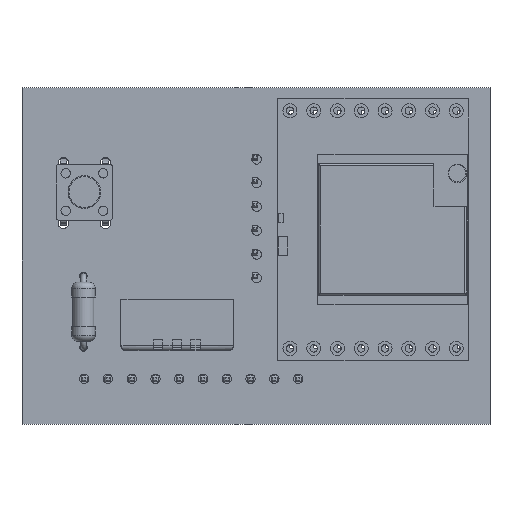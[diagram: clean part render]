
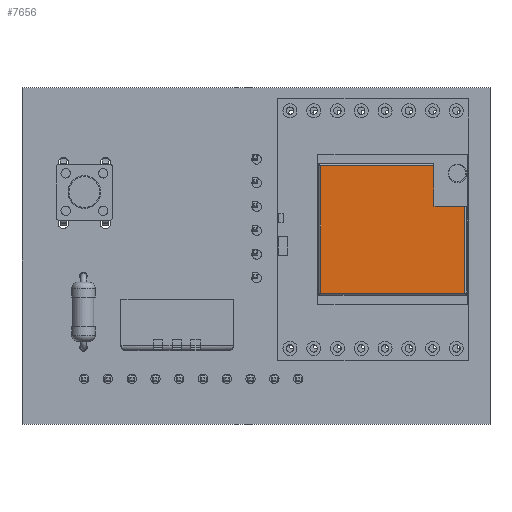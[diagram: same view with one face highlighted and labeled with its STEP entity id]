
A CAD part, top view. The second image highlights one B-rep face of the part: STEP entity #7656.
In plain terms, the highlighted face is planar.
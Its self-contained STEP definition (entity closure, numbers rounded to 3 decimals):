
#7656 = ADVANCED_FACE('',(#7657),#7707,.F.);
#7657 = FACE_BOUND('',#7658,.T.);
#7658 = EDGE_LOOP('',(#7659,#7669,#7677,#7685,#7693,#7701));
#7659 = ORIENTED_EDGE('',*,*,#7660,.T.);
#7660 = EDGE_CURVE('',#7661,#7663,#7665,.T.);
#7661 = VERTEX_POINT('',#7662);
#7662 = CARTESIAN_POINT('',(6.8,4.5,5.6));
#7663 = VERTEX_POINT('',#7664);
#7664 = CARTESIAN_POINT('',(6.8,4.5,-9.8));
#7665 = LINE('',#7666,#7667);
#7666 = CARTESIAN_POINT('',(6.8,4.5,0.));
#7667 = VECTOR('',#7668,1.);
#7668 = DIRECTION('',(0.,0.,-1.));
#7669 = ORIENTED_EDGE('',*,*,#7670,.T.);
#7670 = EDGE_CURVE('',#7663,#7671,#7673,.T.);
#7671 = VERTEX_POINT('',#7672);
#7672 = CARTESIAN_POINT('',(-2.5,4.5,-9.8));
#7673 = LINE('',#7674,#7675);
#7674 = CARTESIAN_POINT('',(0.,4.5,-9.8));
#7675 = VECTOR('',#7676,1.);
#7676 = DIRECTION('',(-1.,0.,0.));
#7677 = ORIENTED_EDGE('',*,*,#7678,.F.);
#7678 = EDGE_CURVE('',#7679,#7671,#7681,.T.);
#7679 = VERTEX_POINT('',#7680);
#7680 = CARTESIAN_POINT('',(-2.5,4.5,-6.5));
#7681 = LINE('',#7682,#7683);
#7682 = CARTESIAN_POINT('',(-2.5,4.5,-10.));
#7683 = VECTOR('',#7684,1.);
#7684 = DIRECTION('',(0.,-0.,-1.));
#7685 = ORIENTED_EDGE('',*,*,#7686,.F.);
#7686 = EDGE_CURVE('',#7687,#7679,#7689,.T.);
#7687 = VERTEX_POINT('',#7688);
#7688 = CARTESIAN_POINT('',(-6.8,4.5,-6.5));
#7689 = LINE('',#7690,#7691);
#7690 = CARTESIAN_POINT('',(-2.5,4.5,-6.5));
#7691 = VECTOR('',#7692,1.);
#7692 = DIRECTION('',(1.,-0.,0.));
#7693 = ORIENTED_EDGE('',*,*,#7694,.T.);
#7694 = EDGE_CURVE('',#7687,#7695,#7697,.T.);
#7695 = VERTEX_POINT('',#7696);
#7696 = CARTESIAN_POINT('',(-6.8,4.5,5.6));
#7697 = LINE('',#7698,#7699);
#7698 = CARTESIAN_POINT('',(-6.8,4.5,0.));
#7699 = VECTOR('',#7700,1.);
#7700 = DIRECTION('',(0.,0.,1.));
#7701 = ORIENTED_EDGE('',*,*,#7702,.T.);
#7702 = EDGE_CURVE('',#7695,#7661,#7703,.T.);
#7703 = LINE('',#7704,#7705);
#7704 = CARTESIAN_POINT('',(0.,4.5,5.6));
#7705 = VECTOR('',#7706,1.);
#7706 = DIRECTION('',(1.,0.,0.));
#7707 = PLANE('',#7708);
#7708 = AXIS2_PLACEMENT_3D('',#7709,#7710,#7711);
#7709 = CARTESIAN_POINT('',(0.,4.5,0.));
#7710 = DIRECTION('',(0.,-1.,0.));
#7711 = DIRECTION('',(0.,-0.,-1.));
